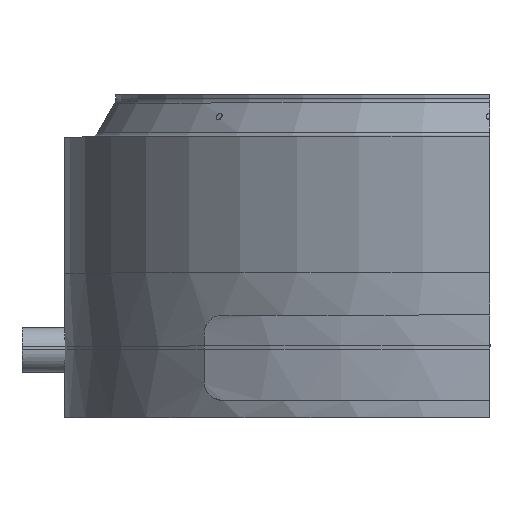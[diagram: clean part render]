
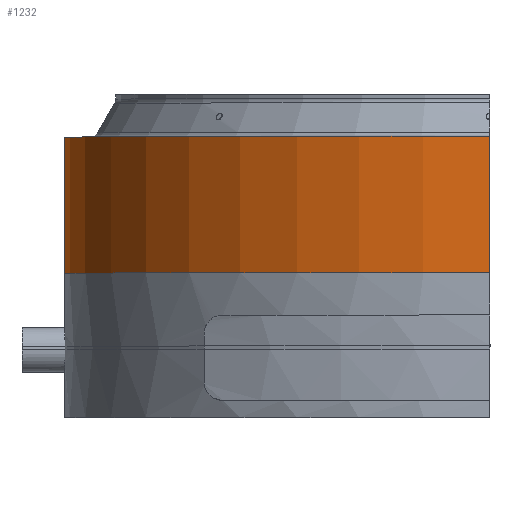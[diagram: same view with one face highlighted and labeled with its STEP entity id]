
A CAD part, top view. The second image highlights one B-rep face of the part: STEP entity #1232.
In plain terms, the highlighted cylindrical face has radius 250 mm (diameter 500 mm), a partial arc.
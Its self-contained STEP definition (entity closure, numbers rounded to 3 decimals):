
#69=CYLINDRICAL_SURFACE('',#1357,250.);
#128=LINE('',#2037,#228);
#161=LINE('',#2233,#261);
#228=VECTOR('',#1551,1000.);
#261=VECTOR('',#1674,1000.);
#515=ORIENTED_EDGE('',*,*,#793,.F.);
#516=ORIENTED_EDGE('',*,*,#784,.T.);
#517=ORIENTED_EDGE('',*,*,#724,.F.);
#518=ORIENTED_EDGE('',*,*,#794,.F.);
#724=EDGE_CURVE('',#890,#891,#128,.T.);
#784=EDGE_CURVE('',#932,#891,#999,.T.);
#793=EDGE_CURVE('',#932,#937,#161,.F.);
#794=EDGE_CURVE('',#937,#890,#1001,.T.);
#890=VERTEX_POINT('',#2036);
#891=VERTEX_POINT('',#2038);
#932=VERTEX_POINT('',#2203);
#937=VERTEX_POINT('',#2234);
#999=CIRCLE('',#1352,250.);
#1001=CIRCLE('',#1358,250.);
#1067=EDGE_LOOP('',(#515,#516,#517,#518));
#1136=FACE_BOUND('',#1067,.T.);
#1232=ADVANCED_FACE('',(#1136),#69,.T.);
#1352=AXIS2_PLACEMENT_3D('',#2202,#1657,#1658);
#1357=AXIS2_PLACEMENT_3D('',#2232,#1672,#1673);
#1358=AXIS2_PLACEMENT_3D('',#2235,#1675,#1676);
#1551=DIRECTION('',(0.,-1.,0.));
#1657=DIRECTION('',(0.,1.,0.));
#1658=DIRECTION('',(0.,0.,-1.));
#1672=DIRECTION('',(0.,-1.,0.));
#1673=DIRECTION('',(0.,0.,1.));
#1674=DIRECTION('',(0.,-1.,0.));
#1675=DIRECTION('',(0.,1.,0.));
#1676=DIRECTION('',(0.,0.,-1.));
#2036=CARTESIAN_POINT('',(0.,325.,365.));
#2037=CARTESIAN_POINT('',(0.,270.,365.));
#2038=CARTESIAN_POINT('',(0.,245.,365.));
#2202=CARTESIAN_POINT('',(0.,245.,115.));
#2203=CARTESIAN_POINT('',(-250.,245.,115.));
#2232=CARTESIAN_POINT('',(0.,270.,115.));
#2233=CARTESIAN_POINT('',(-250.,270.,115.));
#2234=CARTESIAN_POINT('',(-250.,325.,115.));
#2235=CARTESIAN_POINT('',(0.,325.,115.));
